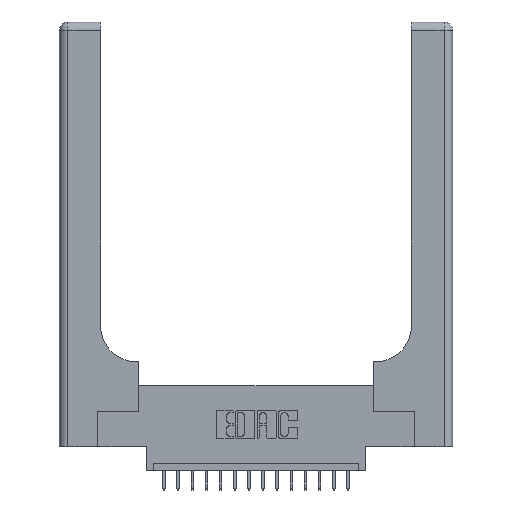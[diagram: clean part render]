
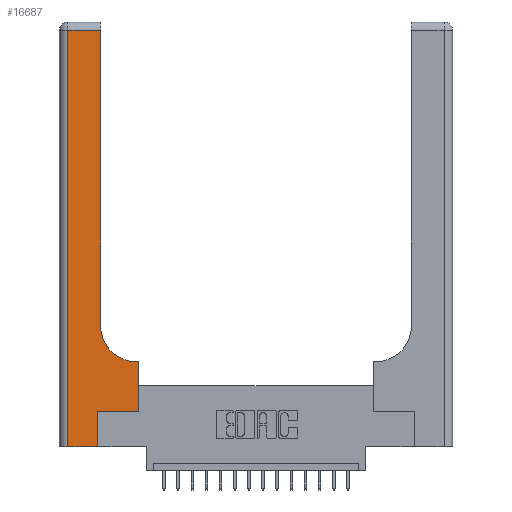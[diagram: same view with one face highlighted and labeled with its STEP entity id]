
A CAD part, top view. The second image highlights one B-rep face of the part: STEP entity #16687.
In plain terms, the highlighted planar face has unit normal (0, 0, 1).
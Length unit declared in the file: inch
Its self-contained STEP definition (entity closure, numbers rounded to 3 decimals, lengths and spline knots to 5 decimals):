
#18 = DIRECTION ( 'NONE',  ( 1., 0., 0. ) ) ;
#151 = DIRECTION ( 'NONE',  ( 1., 0., 0. ) ) ;
#716 = FACE_OUTER_BOUND ( 'NONE', #12727, .T. ) ;
#1297 = DIRECTION ( 'NONE',  ( -1., 0., 0. ) ) ;
#1598 = LINE ( 'NONE', #2975, #14966 ) ;
#1637 = CARTESIAN_POINT ( 'NONE',  ( 0.5415, 0.85, 0.37 ) ) ;
#1839 = VECTOR ( 'NONE', #2016, 39.37008 ) ;
#1873 = CARTESIAN_POINT ( 'NONE',  ( 0.269, 0.25, 0.37 ) ) ;
#2016 = DIRECTION ( 'NONE',  ( 0., 1., 0. ) ) ;
#2059 = VECTOR ( 'NONE', #18353, 39.37008 ) ;
#2305 = ORIENTED_EDGE ( 'NONE', *, *, #16357, .T. ) ;
#2975 = CARTESIAN_POINT ( 'NONE',  ( 0., 2.94, 0.37 ) ) ;
#3016 = EDGE_CURVE ( 'NONE', #4516, #19167, #9445, .T. ) ;
#3062 = EDGE_CURVE ( 'NONE', #15354, #4516, #17164, .T. ) ;
#3164 = EDGE_CURVE ( 'NONE', #13526, #13782, #3223, .T. ) ;
#3223 = LINE ( 'NONE', #10908, #6104 ) ;
#3540 = EDGE_CURVE ( 'NONE', #6856, #7723, #12280, .T. ) ;
#3569 = LINE ( 'NONE', #9642, #2059 ) ;
#3589 = CARTESIAN_POINT ( 'NONE',  ( 0.06, 2.94, 0.37 ) ) ;
#3806 = CARTESIAN_POINT ( 'NONE',  ( 0.5585, 0.25, 0.37 ) ) ;
#3949 = VECTOR ( 'NONE', #18, 39.37008 ) ;
#3956 = CARTESIAN_POINT ( 'NONE',  ( 0.269, 0., 0.37 ) ) ;
#4516 = VERTEX_POINT ( 'NONE', #16693 ) ;
#5552 = VECTOR ( 'NONE', #18289, 39.37008 ) ;
#5602 = ORIENTED_EDGE ( 'NONE', *, *, #3540, .T. ) ;
#5919 = EDGE_CURVE ( 'NONE', #11253, #6856, #1598, .T. ) ;
#6104 = VECTOR ( 'NONE', #12508, 39.37008 ) ;
#6247 = VERTEX_POINT ( 'NONE', #10617 ) ;
#6704 = ORIENTED_EDGE ( 'NONE', *, *, #3016, .T. ) ;
#6856 = VERTEX_POINT ( 'NONE', #3589 ) ;
#7723 = VERTEX_POINT ( 'NONE', #19466 ) ;
#8962 = LINE ( 'NONE', #13759, #3949 ) ;
#9347 = CARTESIAN_POINT ( 'NONE',  ( 0.2915, 0.6, 0.37 ) ) ;
#9360 = DIRECTION ( 'NONE',  ( -1., 0., 0. ) ) ;
#9445 = LINE ( 'NONE', #9347, #14548 ) ;
#9545 = DIRECTION ( 'NONE',  ( -1., 0., 0. ) ) ;
#9642 = CARTESIAN_POINT ( 'NONE',  ( 0., 0., 0.37 ) ) ;
#9659 = CARTESIAN_POINT ( 'NONE',  ( 0., 3., 0.37 ) ) ;
#10062 = VECTOR ( 'NONE', #11102, 39.37008 ) ;
#10370 = ORIENTED_EDGE ( 'NONE', *, *, #11771, .T. ) ;
#10388 = AXIS2_PLACEMENT_3D ( 'NONE', #9659, #14062, #9360 ) ;
#10617 = CARTESIAN_POINT ( 'NONE',  ( 0.2915, 0.85, 0.37 ) ) ;
#10908 = CARTESIAN_POINT ( 'NONE',  ( 0.269, 0., 0.37 ) ) ;
#11102 = DIRECTION ( 'NONE',  ( 0., 1., 0. ) ) ;
#11253 = VERTEX_POINT ( 'NONE', #11983 ) ;
#11543 = ORIENTED_EDGE ( 'NONE', *, *, #3062, .T. ) ;
#11771 = EDGE_CURVE ( 'NONE', #13782, #15354, #8962, .T. ) ;
#11893 = EDGE_CURVE ( 'NONE', #7723, #13526, #3569, .T. ) ;
#11983 = CARTESIAN_POINT ( 'NONE',  ( 0.2915, 2.94, 0.37 ) ) ;
#12178 = CARTESIAN_POINT ( 'NONE',  ( 0.06, 3., 0.37 ) ) ;
#12280 = LINE ( 'NONE', #12178, #5552 ) ;
#12508 = DIRECTION ( 'NONE',  ( 0., 1., 0. ) ) ;
#12727 = EDGE_LOOP ( 'NONE', ( #2305, #16002, #5602, #18710, #13895, #10370, #11543, #6704, #17965 ) ) ;
#12886 = LINE ( 'NONE', #14091, #10062 ) ;
#13526 = VERTEX_POINT ( 'NONE', #3956 ) ;
#13759 = CARTESIAN_POINT ( 'NONE',  ( 0.269, 0.25, 0.37 ) ) ;
#13782 = VERTEX_POINT ( 'NONE', #1873 ) ;
#13895 = ORIENTED_EDGE ( 'NONE', *, *, #3164, .T. ) ;
#14062 = DIRECTION ( 'NONE',  ( 0., 0., -1. ) ) ;
#14091 = CARTESIAN_POINT ( 'NONE',  ( 0.2915, 3., 0.37 ) ) ;
#14548 = VECTOR ( 'NONE', #9545, 39.37008 ) ;
#14966 = VECTOR ( 'NONE', #1297, 39.37008 ) ;
#15089 = DIRECTION ( 'NONE',  ( 0., 0., -1. ) ) ;
#15122 = EDGE_CURVE ( 'NONE', #19167, #6247, #17430, .T. ) ;
#15354 = VERTEX_POINT ( 'NONE', #3806 ) ;
#15668 = CARTESIAN_POINT ( 'NONE',  ( 0.5585, 0.25, 0.37 ) ) ;
#16002 = ORIENTED_EDGE ( 'NONE', *, *, #5919, .T. ) ;
#16357 = EDGE_CURVE ( 'NONE', #6247, #11253, #12886, .T. ) ;
#16687 = ADVANCED_FACE ( 'NONE', ( #716 ), #16986, .F. ) ;
#16693 = CARTESIAN_POINT ( 'NONE',  ( 0.5585, 0.6, 0.37 ) ) ;
#16985 = CARTESIAN_POINT ( 'NONE',  ( 0.5415, 0.6, 0.37 ) ) ;
#16986 = PLANE ( 'NONE',  #10388 ) ;
#17164 = LINE ( 'NONE', #15668, #1839 ) ;
#17430 = CIRCLE ( 'NONE', #19023, 0.25 ) ;
#17965 = ORIENTED_EDGE ( 'NONE', *, *, #15122, .T. ) ;
#18289 = DIRECTION ( 'NONE',  ( 0., -1., 0. ) ) ;
#18353 = DIRECTION ( 'NONE',  ( 1., 0., 0. ) ) ;
#18710 = ORIENTED_EDGE ( 'NONE', *, *, #11893, .T. ) ;
#19023 = AXIS2_PLACEMENT_3D ( 'NONE', #1637, #15089, #151 ) ;
#19167 = VERTEX_POINT ( 'NONE', #16985 ) ;
#19466 = CARTESIAN_POINT ( 'NONE',  ( 0.06, 0., 0.37 ) ) ;
